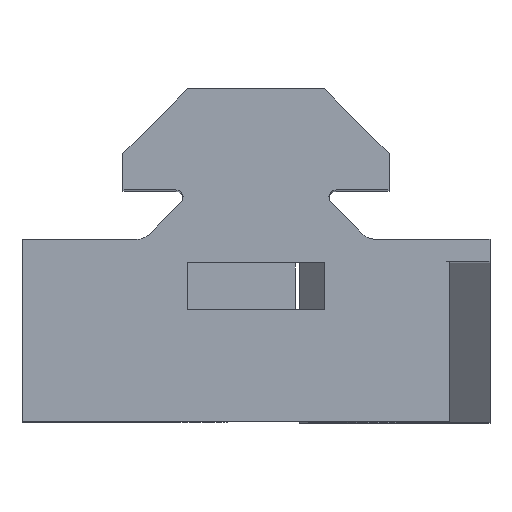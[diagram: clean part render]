
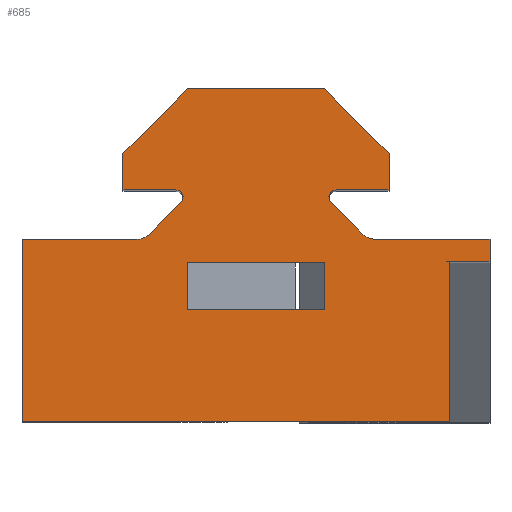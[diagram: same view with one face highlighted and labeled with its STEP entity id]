
A CAD part, top view. The second image highlights one B-rep face of the part: STEP entity #685.
In plain terms, the highlighted planar face has unit normal (0, 0, 1).
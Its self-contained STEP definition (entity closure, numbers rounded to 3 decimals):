
#30=FACE_BOUND('',#110,.T.);
#43=CIRCLE('',#747,0.881);
#44=CIRCLE('',#748,0.3);
#45=CIRCLE('',#749,0.3);
#46=CIRCLE('',#750,0.707);
#66=FACE_OUTER_BOUND('',#109,.T.);
#109=EDGE_LOOP('',(#522,#523,#524,#525,#526,#527,#528,#529,#530,#531,#532,
#533,#534,#535,#536,#537,#538,#539,#540,#541));
#110=EDGE_LOOP('',(#542,#543,#544,#545));
#140=LINE('',#982,#218);
#143=LINE('',#990,#221);
#146=LINE('',#995,#224);
#148=LINE('',#1000,#226);
#161=LINE('',#1045,#239);
#165=LINE('',#1052,#243);
#167=LINE('',#1057,#245);
#170=LINE('',#1063,#248);
#171=LINE('',#1065,#249);
#172=LINE('',#1069,#250);
#173=LINE('',#1073,#251);
#174=LINE('',#1075,#252);
#175=LINE('',#1077,#253);
#176=LINE('',#1079,#254);
#177=LINE('',#1081,#255);
#178=LINE('',#1083,#256);
#179=LINE('',#1085,#257);
#180=LINE('',#1089,#258);
#181=LINE('',#1092,#259);
#182=LINE('',#1093,#260);
#218=VECTOR('',#788,10.);
#221=VECTOR('',#795,10.);
#224=VECTOR('',#800,10.);
#226=VECTOR('',#806,10.);
#239=VECTOR('',#851,10.);
#243=VECTOR('',#857,10.);
#245=VECTOR('',#861,10.);
#248=VECTOR('',#866,10.);
#249=VECTOR('',#867,10.);
#250=VECTOR('',#870,10.);
#251=VECTOR('',#873,10.);
#252=VECTOR('',#874,10.);
#253=VECTOR('',#875,10.);
#254=VECTOR('',#876,10.);
#255=VECTOR('',#877,10.);
#256=VECTOR('',#878,10.);
#257=VECTOR('',#879,10.);
#258=VECTOR('',#882,10.);
#259=VECTOR('',#885,10.);
#260=VECTOR('',#886,10.);
#295=VERTEX_POINT('',#979);
#296=VERTEX_POINT('',#981);
#299=VERTEX_POINT('',#989);
#300=VERTEX_POINT('',#994);
#315=VERTEX_POINT('',#1039);
#317=VERTEX_POINT('',#1043);
#319=VERTEX_POINT('',#1050);
#320=VERTEX_POINT('',#1054);
#321=VERTEX_POINT('',#1056);
#323=VERTEX_POINT('',#1062);
#324=VERTEX_POINT('',#1064);
#325=VERTEX_POINT('',#1066);
#326=VERTEX_POINT('',#1068);
#327=VERTEX_POINT('',#1070);
#328=VERTEX_POINT('',#1072);
#329=VERTEX_POINT('',#1074);
#330=VERTEX_POINT('',#1076);
#331=VERTEX_POINT('',#1078);
#332=VERTEX_POINT('',#1080);
#333=VERTEX_POINT('',#1082);
#334=VERTEX_POINT('',#1084);
#335=VERTEX_POINT('',#1086);
#336=VERTEX_POINT('',#1088);
#337=VERTEX_POINT('',#1090);
#360=EDGE_CURVE('',#296,#295,#140,.T.);
#364=EDGE_CURVE('',#299,#296,#143,.T.);
#367=EDGE_CURVE('',#300,#299,#146,.T.);
#370=EDGE_CURVE('',#295,#300,#148,.T.);
#391=EDGE_CURVE('',#315,#317,#161,.T.);
#395=EDGE_CURVE('',#317,#319,#165,.T.);
#397=EDGE_CURVE('',#321,#320,#167,.T.);
#400=EDGE_CURVE('',#319,#323,#170,.T.);
#401=EDGE_CURVE('',#323,#324,#171,.T.);
#402=EDGE_CURVE('',#324,#325,#43,.T.);
#403=EDGE_CURVE('',#325,#326,#172,.T.);
#404=EDGE_CURVE('',#326,#327,#44,.T.);
#405=EDGE_CURVE('',#327,#328,#173,.T.);
#406=EDGE_CURVE('',#328,#329,#174,.T.);
#407=EDGE_CURVE('',#329,#330,#175,.T.);
#408=EDGE_CURVE('',#330,#331,#176,.T.);
#409=EDGE_CURVE('',#331,#332,#177,.T.);
#410=EDGE_CURVE('',#332,#333,#178,.T.);
#411=EDGE_CURVE('',#333,#334,#179,.T.);
#412=EDGE_CURVE('',#334,#335,#45,.T.);
#413=EDGE_CURVE('',#335,#336,#180,.T.);
#414=EDGE_CURVE('',#336,#337,#46,.T.);
#415=EDGE_CURVE('',#337,#321,#181,.T.);
#416=EDGE_CURVE('',#320,#315,#182,.T.);
#522=ORIENTED_EDGE('',*,*,#391,.T.);
#523=ORIENTED_EDGE('',*,*,#395,.T.);
#524=ORIENTED_EDGE('',*,*,#400,.T.);
#525=ORIENTED_EDGE('',*,*,#401,.T.);
#526=ORIENTED_EDGE('',*,*,#402,.T.);
#527=ORIENTED_EDGE('',*,*,#403,.T.);
#528=ORIENTED_EDGE('',*,*,#404,.T.);
#529=ORIENTED_EDGE('',*,*,#405,.T.);
#530=ORIENTED_EDGE('',*,*,#406,.T.);
#531=ORIENTED_EDGE('',*,*,#407,.T.);
#532=ORIENTED_EDGE('',*,*,#408,.T.);
#533=ORIENTED_EDGE('',*,*,#409,.T.);
#534=ORIENTED_EDGE('',*,*,#410,.T.);
#535=ORIENTED_EDGE('',*,*,#411,.T.);
#536=ORIENTED_EDGE('',*,*,#412,.T.);
#537=ORIENTED_EDGE('',*,*,#413,.T.);
#538=ORIENTED_EDGE('',*,*,#414,.T.);
#539=ORIENTED_EDGE('',*,*,#415,.T.);
#540=ORIENTED_EDGE('',*,*,#397,.T.);
#541=ORIENTED_EDGE('',*,*,#416,.T.);
#542=ORIENTED_EDGE('',*,*,#364,.T.);
#543=ORIENTED_EDGE('',*,*,#360,.T.);
#544=ORIENTED_EDGE('',*,*,#370,.T.);
#545=ORIENTED_EDGE('',*,*,#367,.T.);
#652=PLANE('',#746);
#685=ADVANCED_FACE('',(#66,#30),#652,.T.);
#746=AXIS2_PLACEMENT_3D('',#1061,#864,#865);
#747=AXIS2_PLACEMENT_3D('',#1067,#868,#869);
#748=AXIS2_PLACEMENT_3D('',#1071,#871,#872);
#749=AXIS2_PLACEMENT_3D('',#1087,#880,#881);
#750=AXIS2_PLACEMENT_3D('',#1091,#883,#884);
#788=DIRECTION('',(-1.,0.,0.));
#795=DIRECTION('',(0.,-1.,0.));
#800=DIRECTION('',(1.,0.,0.));
#806=DIRECTION('',(0.,1.,0.));
#851=DIRECTION('',(0.,1.,0.));
#857=DIRECTION('',(1.,0.,0.));
#861=DIRECTION('',(0.,-1.,0.));
#864=DIRECTION('center_axis',(0.,0.,1.));
#865=DIRECTION('ref_axis',(1.,0.,0.));
#866=DIRECTION('',(0.,1.,0.));
#867=DIRECTION('',(-1.,0.,0.));
#868=DIRECTION('center_axis',(0.,0.,-1.));
#869=DIRECTION('ref_axis',(-0.826,-0.564,0.));
#870=DIRECTION('',(-0.707,0.707,0.));
#871=DIRECTION('center_axis',(0.,0.,-1.));
#872=DIRECTION('ref_axis',(0.,1.,0.));
#873=DIRECTION('',(1.,0.,0.));
#874=DIRECTION('',(0.,1.,0.));
#875=DIRECTION('',(-0.707,0.707,0.));
#876=DIRECTION('',(-1.,0.,0.));
#877=DIRECTION('',(-0.707,-0.707,0.));
#878=DIRECTION('',(0.,-1.,0.));
#879=DIRECTION('',(1.,0.,0.));
#880=DIRECTION('center_axis',(0.,0.,-1.));
#881=DIRECTION('ref_axis',(0.707,-0.707,0.));
#882=DIRECTION('',(-0.707,-0.707,0.));
#883=DIRECTION('center_axis',(0.,0.,-1.));
#884=DIRECTION('ref_axis',(0.,-1.,0.));
#885=DIRECTION('',(-1.,0.,0.));
#886=DIRECTION('',(1.,0.,0.));
#979=CARTESIAN_POINT('',(-2.8,-12.95,35.));
#981=CARTESIAN_POINT('',(2.8,-12.95,35.));
#982=CARTESIAN_POINT('',(1.4,-12.95,35.));
#989=CARTESIAN_POINT('',(2.8,-11.05,35.));
#990=CARTESIAN_POINT('',(2.8,-10.9,35.));
#994=CARTESIAN_POINT('',(-2.8,-11.05,35.));
#995=CARTESIAN_POINT('',(-1.4,-11.05,35.));
#1000=CARTESIAN_POINT('',(-2.8,-11.85,35.));
#1039=CARTESIAN_POINT('',(7.846,-17.5,35.));
#1043=CARTESIAN_POINT('',(7.846,-11.,35.));
#1045=CARTESIAN_POINT('',(7.846,-14.125,35.));
#1050=CARTESIAN_POINT('',(9.5,-11.,35.));
#1052=CARTESIAN_POINT('',(0.,-11.,35.));
#1054=CARTESIAN_POINT('',(-9.5,-17.5,35.));
#1056=CARTESIAN_POINT('',(-9.5,-10.1,35.));
#1057=CARTESIAN_POINT('',(-9.5,-17.5,35.));
#1061=CARTESIAN_POINT('Origin',(0.,-10.75,35.));
#1062=CARTESIAN_POINT('',(9.5,-10.1,35.));
#1063=CARTESIAN_POINT('',(9.5,-9.5,35.));
#1064=CARTESIAN_POINT('',(4.828,-10.1,35.));
#1065=CARTESIAN_POINT('',(4.828,-10.1,35.));
#1066=CARTESIAN_POINT('',(4.156,-9.718,35.));
#1067=CARTESIAN_POINT('Origin',(4.884,-9.221,35.));
#1068=CARTESIAN_POINT('',(3.051,-8.612,35.));
#1069=CARTESIAN_POINT('',(3.051,-8.612,35.));
#1070=CARTESIAN_POINT('',(3.263,-8.1,35.));
#1071=CARTESIAN_POINT('Origin',(3.263,-8.4,35.));
#1072=CARTESIAN_POINT('',(5.4,-8.1,35.));
#1073=CARTESIAN_POINT('',(5.4,-8.1,35.));
#1074=CARTESIAN_POINT('',(5.4,-6.602,35.));
#1075=CARTESIAN_POINT('',(5.4,-6.602,35.));
#1076=CARTESIAN_POINT('',(2.798,-4.,35.));
#1077=CARTESIAN_POINT('',(2.798,-4.,35.));
#1078=CARTESIAN_POINT('',(-2.798,-4.,35.));
#1079=CARTESIAN_POINT('',(-2.798,-4.,35.));
#1080=CARTESIAN_POINT('',(-5.4,-6.602,35.));
#1081=CARTESIAN_POINT('',(-5.4,-6.602,35.));
#1082=CARTESIAN_POINT('',(-5.4,-8.1,35.));
#1083=CARTESIAN_POINT('',(-5.4,-8.1,35.));
#1084=CARTESIAN_POINT('',(-3.263,-8.1,35.));
#1085=CARTESIAN_POINT('',(-3.263,-8.1,35.));
#1086=CARTESIAN_POINT('',(-3.051,-8.612,35.));
#1087=CARTESIAN_POINT('Origin',(-3.263,-8.4,35.));
#1088=CARTESIAN_POINT('',(-4.331,-9.893,35.));
#1089=CARTESIAN_POINT('',(-4.331,-9.893,35.));
#1090=CARTESIAN_POINT('',(-4.831,-10.1,35.));
#1091=CARTESIAN_POINT('Origin',(-4.831,-9.393,35.));
#1092=CARTESIAN_POINT('',(-9.5,-10.1,35.));
#1093=CARTESIAN_POINT('',(9.5,-17.5,35.));
